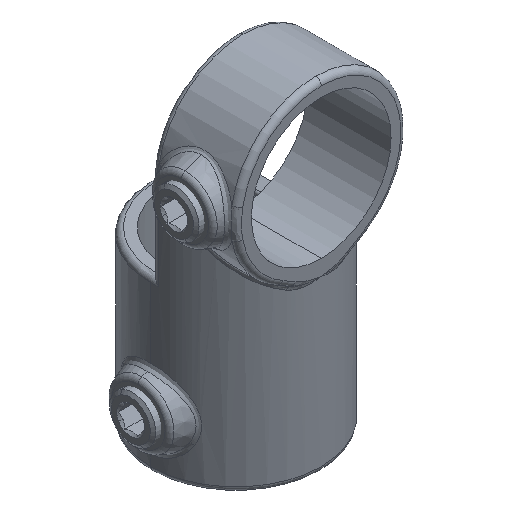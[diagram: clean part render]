
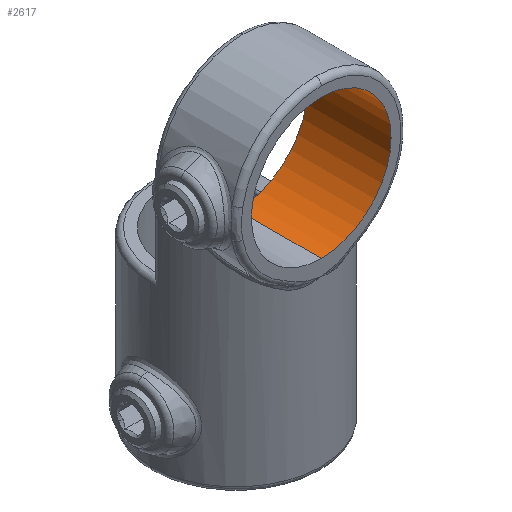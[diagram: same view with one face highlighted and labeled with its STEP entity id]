
A CAD part, isometric view. The second image highlights one B-rep face of the part: STEP entity #2617.
In plain terms, the highlighted cylindrical face has radius 25 mm (diameter 50 mm), a partial arc.
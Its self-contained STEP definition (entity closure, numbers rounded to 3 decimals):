
#133 = EDGE_CURVE ( 'NONE', #707, #2888, #503, .T. ) ;
#136 = EDGE_LOOP ( 'NONE', ( #1368, #3519, #3911, #1515 ) ) ;
#224 = EDGE_CURVE ( 'NONE', #707, #2842, #3783, .T. ) ;
#235 = AXIS2_PLACEMENT_3D ( 'NONE', #2965, #1461, #376 ) ;
#376 = DIRECTION ( 'NONE',  ( 0., 0., 1. ) ) ;
#503 = LINE ( 'NONE', #4201, #1317 ) ;
#707 = VERTEX_POINT ( 'NONE', #2189 ) ;
#774 = DIRECTION ( 'NONE',  ( 0., 1., 0. ) ) ;
#955 = DIRECTION ( 'NONE',  ( 0., 1., 0. ) ) ;
#1152 = DIRECTION ( 'NONE',  ( 0., 0., 1. ) ) ;
#1317 = VECTOR ( 'NONE', #2010, 1000. ) ;
#1368 = ORIENTED_EDGE ( 'NONE', *, *, #3346, .F. ) ;
#1461 = DIRECTION ( 'NONE',  ( 0., 1., 0. ) ) ;
#1515 = ORIENTED_EDGE ( 'NONE', *, *, #3479, .T. ) ;
#1538 = FACE_OUTER_BOUND ( 'NONE', #136, .T. ) ;
#1561 = LINE ( 'NONE', #1847, #3216 ) ;
#1847 = CARTESIAN_POINT ( 'NONE',  ( 0., -30.5, 66.5 ) ) ;
#2010 = DIRECTION ( 'NONE',  ( 0., 1., 0. ) ) ;
#2189 = CARTESIAN_POINT ( 'NONE',  ( 0., -30.5, 116.5 ) ) ;
#2343 = CARTESIAN_POINT ( 'NONE',  ( 0., -30.5, 91.5 ) ) ;
#2383 = DIRECTION ( 'NONE',  ( 0., 0., 1. ) ) ;
#2559 = DIRECTION ( 'NONE',  ( 0., 1., 0. ) ) ;
#2617 = ADVANCED_FACE ( 'NONE', ( #1538 ), #3243, .F. ) ;
#2842 = VERTEX_POINT ( 'NONE', #4311 ) ;
#2888 = VERTEX_POINT ( 'NONE', #4689 ) ;
#2965 = CARTESIAN_POINT ( 'NONE',  ( 0., -0.5, 91.5 ) ) ;
#3004 = AXIS2_PLACEMENT_3D ( 'NONE', #3341, #2559, #1152 ) ;
#3216 = VECTOR ( 'NONE', #774, 1000. ) ;
#3243 = CYLINDRICAL_SURFACE ( 'NONE', #3004, 25. ) ;
#3341 = CARTESIAN_POINT ( 'NONE',  ( 0., -30.5, 91.5 ) ) ;
#3346 = EDGE_CURVE ( 'NONE', #2842, #3951, #1561, .T. ) ;
#3479 = EDGE_CURVE ( 'NONE', #2888, #3951, #3811, .T. ) ;
#3496 = CARTESIAN_POINT ( 'NONE',  ( 0., -0.5, 66.5 ) ) ;
#3519 = ORIENTED_EDGE ( 'NONE', *, *, #224, .F. ) ;
#3783 = CIRCLE ( 'NONE', #4728, 25. ) ;
#3811 = CIRCLE ( 'NONE', #235, 25. ) ;
#3911 = ORIENTED_EDGE ( 'NONE', *, *, #133, .T. ) ;
#3951 = VERTEX_POINT ( 'NONE', #3496 ) ;
#4201 = CARTESIAN_POINT ( 'NONE',  ( 0., -30.5, 116.5 ) ) ;
#4311 = CARTESIAN_POINT ( 'NONE',  ( 0., -30.5, 66.5 ) ) ;
#4689 = CARTESIAN_POINT ( 'NONE',  ( 0., -0.5, 116.5 ) ) ;
#4728 = AXIS2_PLACEMENT_3D ( 'NONE', #2343, #955, #2383 ) ;
